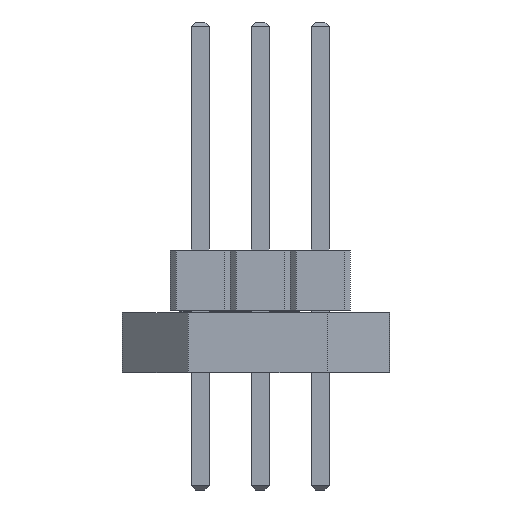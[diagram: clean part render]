
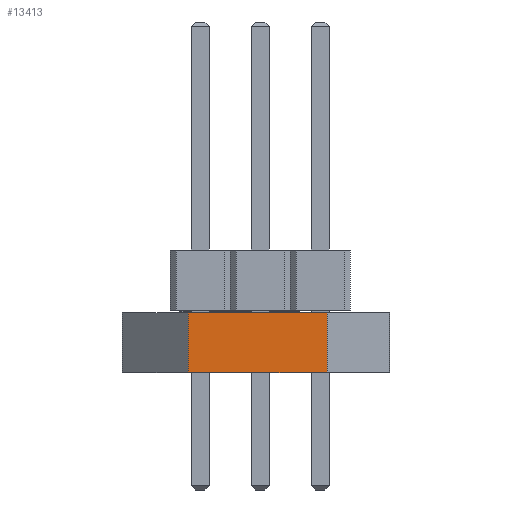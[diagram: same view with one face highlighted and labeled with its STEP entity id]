
A CAD part, left-side view. The second image highlights one B-rep face of the part: STEP entity #13413.
In plain terms, the highlighted planar face has unit normal (-1, 0, 0).
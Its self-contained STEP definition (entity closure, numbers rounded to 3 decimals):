
#12550 = PLANE('',#12551);
#12551 = AXIS2_PLACEMENT_3D('',#12552,#12553,#12554);
#12552 = CARTESIAN_POINT('',(-0.009,0.,1.)
  );
#12553 = DIRECTION('',(0.,0.,1.));
#12554 = DIRECTION('',(1.,0.,-0.));
#12604 = PLANE('',#12605);
#12605 = AXIS2_PLACEMENT_3D('',#12606,#12607,#12608);
#12606 = CARTESIAN_POINT('',(-0.009,0.,0.)
  );
#12607 = DIRECTION('',(0.,0.,1.));
#12608 = DIRECTION('',(1.,0.,-0.));
#12797 = VERTEX_POINT('',#12798);
#12798 = CARTESIAN_POINT('',(-174.85,1.125,0.));
#12812 = PLANE('',#12813);
#12813 = AXIS2_PLACEMENT_3D('',#12814,#12815,#12816);
#12814 = CARTESIAN_POINT('',(-173.75,2.225,0.));
#12815 = DIRECTION('',(0.707,-0.707,0.));
#12816 = DIRECTION('',(-0.707,-0.707,0.));
#12824 = EDGE_CURVE('',#12797,#12825,#12827,.T.);
#12825 = VERTEX_POINT('',#12826);
#12826 = CARTESIAN_POINT('',(-174.85,-1.188,0.));
#12827 = SURFACE_CURVE('',#12828,(#12832,#12839),.PCURVE_S1.);
#12828 = LINE('',#12829,#12830);
#12829 = CARTESIAN_POINT('',(-174.85,1.125,0.));
#12830 = VECTOR('',#12831,1.);
#12831 = DIRECTION('',(0.,-1.,0.));
#12832 = PCURVE('',#12604,#12833);
#12833 = DEFINITIONAL_REPRESENTATION('',(#12834),#12838);
#12834 = LINE('',#12835,#12836);
#12835 = CARTESIAN_POINT('',(-174.841,1.126));
#12836 = VECTOR('',#12837,1.);
#12837 = DIRECTION('',(0.,-1.));
#12838 = ( GEOMETRIC_REPRESENTATION_CONTEXT(2) 
PARAMETRIC_REPRESENTATION_CONTEXT() REPRESENTATION_CONTEXT('2D SPACE',''
  ) );
#12839 = PCURVE('',#12840,#12845);
#12840 = PLANE('',#12841);
#12841 = AXIS2_PLACEMENT_3D('',#12842,#12843,#12844);
#12842 = CARTESIAN_POINT('',(-174.85,1.125,0.));
#12843 = DIRECTION('',(1.,0.,-0.));
#12844 = DIRECTION('',(0.,-1.,0.));
#12845 = DEFINITIONAL_REPRESENTATION('',(#12846),#12850);
#12846 = LINE('',#12847,#12848);
#12847 = CARTESIAN_POINT('',(0.,0.));
#12848 = VECTOR('',#12849,1.);
#12849 = DIRECTION('',(1.,0.));
#12850 = ( GEOMETRIC_REPRESENTATION_CONTEXT(2) 
PARAMETRIC_REPRESENTATION_CONTEXT() REPRESENTATION_CONTEXT('2D SPACE',''
  ) );
#12868 = PLANE('',#12869);
#12869 = AXIS2_PLACEMENT_3D('',#12870,#12871,#12872);
#12870 = CARTESIAN_POINT('',(-174.85,-1.188,0.));
#12871 = DIRECTION('',(0.707,0.707,-0.));
#12872 = DIRECTION('',(0.707,-0.707,0.));
#13086 = VERTEX_POINT('',#13087);
#13087 = CARTESIAN_POINT('',(-174.85,1.125,1.));
#13108 = EDGE_CURVE('',#13086,#13109,#13111,.T.);
#13109 = VERTEX_POINT('',#13110);
#13110 = CARTESIAN_POINT('',(-174.85,-1.188,1.));
#13111 = SURFACE_CURVE('',#13112,(#13116,#13123),.PCURVE_S1.);
#13112 = LINE('',#13113,#13114);
#13113 = CARTESIAN_POINT('',(-174.85,1.125,1.));
#13114 = VECTOR('',#13115,1.);
#13115 = DIRECTION('',(0.,-1.,0.));
#13116 = PCURVE('',#12550,#13117);
#13117 = DEFINITIONAL_REPRESENTATION('',(#13118),#13122);
#13118 = LINE('',#13119,#13120);
#13119 = CARTESIAN_POINT('',(-174.841,1.126));
#13120 = VECTOR('',#13121,1.);
#13121 = DIRECTION('',(0.,-1.));
#13122 = ( GEOMETRIC_REPRESENTATION_CONTEXT(2) 
PARAMETRIC_REPRESENTATION_CONTEXT() REPRESENTATION_CONTEXT('2D SPACE',''
  ) );
#13123 = PCURVE('',#12840,#13124);
#13124 = DEFINITIONAL_REPRESENTATION('',(#13125),#13129);
#13125 = LINE('',#13126,#13127);
#13126 = CARTESIAN_POINT('',(0.,-1.));
#13127 = VECTOR('',#13128,1.);
#13128 = DIRECTION('',(1.,0.));
#13129 = ( GEOMETRIC_REPRESENTATION_CONTEXT(2) 
PARAMETRIC_REPRESENTATION_CONTEXT() REPRESENTATION_CONTEXT('2D SPACE',''
  ) );
#13363 = EDGE_CURVE('',#12825,#13109,#13364,.T.);
#13364 = SURFACE_CURVE('',#13365,(#13369,#13376),.PCURVE_S1.);
#13365 = LINE('',#13366,#13367);
#13366 = CARTESIAN_POINT('',(-174.85,-1.188,0.));
#13367 = VECTOR('',#13368,1.);
#13368 = DIRECTION('',(0.,0.,1.));
#13369 = PCURVE('',#12868,#13370);
#13370 = DEFINITIONAL_REPRESENTATION('',(#13371),#13375);
#13371 = LINE('',#13372,#13373);
#13372 = CARTESIAN_POINT('',(0.,0.));
#13373 = VECTOR('',#13374,1.);
#13374 = DIRECTION('',(0.,-1.));
#13375 = ( GEOMETRIC_REPRESENTATION_CONTEXT(2) 
PARAMETRIC_REPRESENTATION_CONTEXT() REPRESENTATION_CONTEXT('2D SPACE',''
  ) );
#13376 = PCURVE('',#12840,#13377);
#13377 = DEFINITIONAL_REPRESENTATION('',(#13378),#13382);
#13378 = LINE('',#13379,#13380);
#13379 = CARTESIAN_POINT('',(2.313,0.));
#13380 = VECTOR('',#13381,1.);
#13381 = DIRECTION('',(0.,-1.));
#13382 = ( GEOMETRIC_REPRESENTATION_CONTEXT(2) 
PARAMETRIC_REPRESENTATION_CONTEXT() REPRESENTATION_CONTEXT('2D SPACE',''
  ) );
#13392 = EDGE_CURVE('',#12797,#13086,#13393,.T.);
#13393 = SURFACE_CURVE('',#13394,(#13398,#13405),.PCURVE_S1.);
#13394 = LINE('',#13395,#13396);
#13395 = CARTESIAN_POINT('',(-174.85,1.125,0.));
#13396 = VECTOR('',#13397,1.);
#13397 = DIRECTION('',(0.,0.,1.));
#13398 = PCURVE('',#12812,#13399);
#13399 = DEFINITIONAL_REPRESENTATION('',(#13400),#13404);
#13400 = LINE('',#13401,#13402);
#13401 = CARTESIAN_POINT('',(1.555,0.));
#13402 = VECTOR('',#13403,1.);
#13403 = DIRECTION('',(0.,-1.));
#13404 = ( GEOMETRIC_REPRESENTATION_CONTEXT(2) 
PARAMETRIC_REPRESENTATION_CONTEXT() REPRESENTATION_CONTEXT('2D SPACE',''
  ) );
#13405 = PCURVE('',#12840,#13406);
#13406 = DEFINITIONAL_REPRESENTATION('',(#13407),#13411);
#13407 = LINE('',#13408,#13409);
#13408 = CARTESIAN_POINT('',(0.,0.));
#13409 = VECTOR('',#13410,1.);
#13410 = DIRECTION('',(0.,-1.));
#13411 = ( GEOMETRIC_REPRESENTATION_CONTEXT(2) 
PARAMETRIC_REPRESENTATION_CONTEXT() REPRESENTATION_CONTEXT('2D SPACE',''
  ) );
#13413 = ADVANCED_FACE('',(#13414),#12840,.F.);
#13414 = FACE_BOUND('',#13415,.F.);
#13415 = EDGE_LOOP('',(#13416,#13417,#13418,#13419));
#13416 = ORIENTED_EDGE('',*,*,#13392,.T.);
#13417 = ORIENTED_EDGE('',*,*,#13108,.T.);
#13418 = ORIENTED_EDGE('',*,*,#13363,.F.);
#13419 = ORIENTED_EDGE('',*,*,#12824,.F.);
